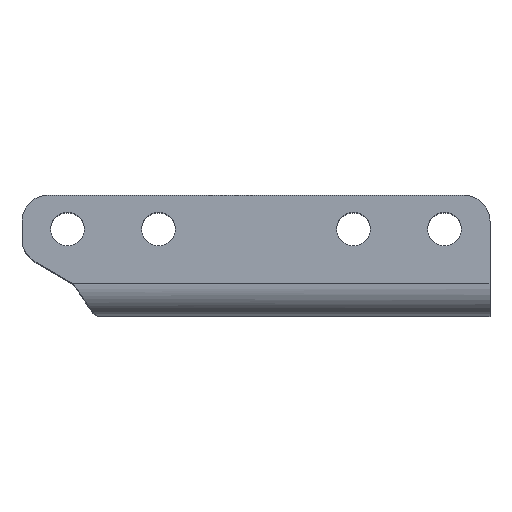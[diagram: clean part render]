
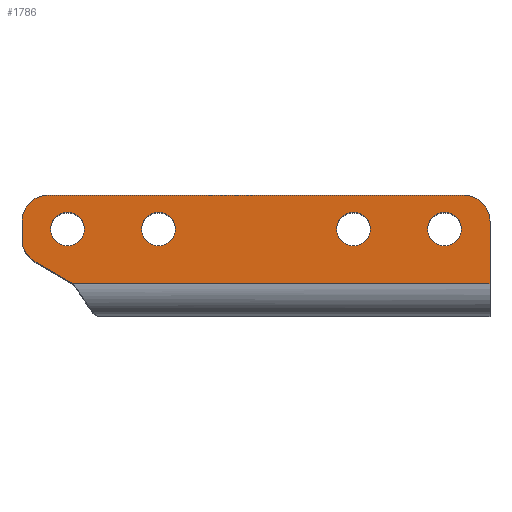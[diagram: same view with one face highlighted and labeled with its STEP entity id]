
A CAD part, top view. The second image highlights one B-rep face of the part: STEP entity #1786.
In plain terms, the highlighted planar face has unit normal (0, 0, 1).
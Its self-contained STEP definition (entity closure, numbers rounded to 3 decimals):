
#116=FACE_BOUND('',#320,.T.);
#117=FACE_BOUND('',#321,.T.);
#118=FACE_BOUND('',#322,.T.);
#119=FACE_BOUND('',#323,.T.);
#135=PLANE('',#2006);
#177=FACE_OUTER_BOUND('',#319,.T.);
#319=EDGE_LOOP('',(#1452,#1453,#1454,#1455,#1456,#1457,#1458,#1459));
#320=EDGE_LOOP('',(#1460));
#321=EDGE_LOOP('',(#1461));
#322=EDGE_LOOP('',(#1462));
#323=EDGE_LOOP('',(#1463));
#420=LINE('',#3067,#526);
#428=LINE('',#3160,#534);
#431=LINE('',#3170,#537);
#432=LINE('',#3174,#538);
#433=LINE('',#3177,#539);
#526=VECTOR('',#2427,32.092);
#534=VECTOR('',#2445,4.8);
#537=VECTOR('',#2456,32.);
#538=VECTOR('',#2459,1.389);
#539=VECTOR('',#2462,3.357);
#709=CIRCLE('',#2004,2.);
#711=CIRCLE('',#2007,2.);
#712=CIRCLE('',#2008,2.);
#713=CIRCLE('',#2009,1.3);
#714=CIRCLE('',#2010,1.3);
#715=CIRCLE('',#2011,1.3);
#716=CIRCLE('',#2012,1.3);
#878=VERTEX_POINT('',#3045);
#879=VERTEX_POINT('',#3065);
#885=VERTEX_POINT('',#3158);
#886=VERTEX_POINT('',#3163);
#888=VERTEX_POINT('',#3169);
#889=VERTEX_POINT('',#3171);
#890=VERTEX_POINT('',#3173);
#891=VERTEX_POINT('',#3175);
#892=VERTEX_POINT('',#3178);
#893=VERTEX_POINT('',#3180);
#894=VERTEX_POINT('',#3182);
#895=VERTEX_POINT('',#3184);
#1090=EDGE_CURVE('',#879,#878,#420,.T.);
#1101=EDGE_CURVE('',#885,#879,#428,.T.);
#1103=EDGE_CURVE('',#885,#886,#709,.T.);
#1106=EDGE_CURVE('',#886,#888,#431,.T.);
#1107=EDGE_CURVE('',#888,#889,#711,.T.);
#1108=EDGE_CURVE('',#889,#890,#432,.T.);
#1109=EDGE_CURVE('',#890,#891,#712,.T.);
#1110=EDGE_CURVE('',#891,#878,#433,.T.);
#1111=EDGE_CURVE('',#892,#892,#713,.T.);
#1112=EDGE_CURVE('',#893,#893,#714,.T.);
#1113=EDGE_CURVE('',#894,#894,#715,.T.);
#1114=EDGE_CURVE('',#895,#895,#716,.T.);
#1452=ORIENTED_EDGE('',*,*,#1103,.T.);
#1453=ORIENTED_EDGE('',*,*,#1106,.T.);
#1454=ORIENTED_EDGE('',*,*,#1107,.T.);
#1455=ORIENTED_EDGE('',*,*,#1108,.T.);
#1456=ORIENTED_EDGE('',*,*,#1109,.T.);
#1457=ORIENTED_EDGE('',*,*,#1110,.T.);
#1458=ORIENTED_EDGE('',*,*,#1090,.F.);
#1459=ORIENTED_EDGE('',*,*,#1101,.F.);
#1460=ORIENTED_EDGE('',*,*,#1111,.T.);
#1461=ORIENTED_EDGE('',*,*,#1112,.T.);
#1462=ORIENTED_EDGE('',*,*,#1113,.T.);
#1463=ORIENTED_EDGE('',*,*,#1114,.T.);
#1786=ADVANCED_FACE('',(#177,#116,#117,#118,#119),#135,.T.);
#2004=AXIS2_PLACEMENT_3D('',#3164,#2449,#2450);
#2006=AXIS2_PLACEMENT_3D('',#3168,#2454,#2455);
#2007=AXIS2_PLACEMENT_3D('',#3172,#2457,#2458);
#2008=AXIS2_PLACEMENT_3D('',#3176,#2460,#2461);
#2009=AXIS2_PLACEMENT_3D('',#3179,#2463,#2464);
#2010=AXIS2_PLACEMENT_3D('',#3181,#2465,#2466);
#2011=AXIS2_PLACEMENT_3D('',#3183,#2467,#2468);
#2012=AXIS2_PLACEMENT_3D('',#3185,#2469,#2470);
#2427=DIRECTION('',(-1.,0.,0.));
#2445=DIRECTION('',(0.,-1.,0.));
#2449=DIRECTION('center_axis',(0.,0.,1.));
#2450=DIRECTION('ref_axis',(1.,0.,0.));
#2454=DIRECTION('center_axis',(0.,0.,1.));
#2455=DIRECTION('ref_axis',(0.,-1.,0.));
#2456=DIRECTION('',(-1.,0.,0.));
#2457=DIRECTION('center_axis',(0.,0.,1.));
#2458=DIRECTION('ref_axis',(0.,1.,0.));
#2459=DIRECTION('',(0.,-1.,0.));
#2460=DIRECTION('center_axis',(0.,0.,1.));
#2461=DIRECTION('ref_axis',(-1.,0.,0.));
#2462=DIRECTION('',(0.866,-0.5,0.));
#2463=DIRECTION('center_axis',(0.,0.,-1.));
#2464=DIRECTION('ref_axis',(-1.,0.,0.));
#2465=DIRECTION('center_axis',(0.,0.,-1.));
#2466=DIRECTION('ref_axis',(-1.,0.,0.));
#2467=DIRECTION('center_axis',(0.,0.,-1.));
#2468=DIRECTION('ref_axis',(-1.,0.,0.));
#2469=DIRECTION('center_axis',(0.,0.,-1.));
#2470=DIRECTION('ref_axis',(-1.,0.,0.));
#3045=CARTESIAN_POINT('',(-17.592,2.5,19.));
#3065=CARTESIAN_POINT('',(14.5,2.5,19.));
#3067=CARTESIAN_POINT('',(14.5,2.5,19.));
#3158=CARTESIAN_POINT('',(14.5,7.3,19.));
#3160=CARTESIAN_POINT('',(14.5,7.3,19.));
#3163=CARTESIAN_POINT('',(12.5,9.3,19.));
#3164=CARTESIAN_POINT('Origin',(12.5,7.3,19.));
#3168=CARTESIAN_POINT('Origin',(14.5,9.3,19.));
#3169=CARTESIAN_POINT('',(-19.5,9.3,19.));
#3170=CARTESIAN_POINT('',(12.5,9.3,19.));
#3171=CARTESIAN_POINT('',(-21.5,7.3,19.));
#3172=CARTESIAN_POINT('Origin',(-19.5,7.3,19.));
#3173=CARTESIAN_POINT('',(-21.5,5.911,19.));
#3174=CARTESIAN_POINT('',(-21.5,7.3,19.));
#3175=CARTESIAN_POINT('',(-20.5,4.179,19.));
#3176=CARTESIAN_POINT('Origin',(-19.5,5.911,19.));
#3177=CARTESIAN_POINT('',(-20.5,4.179,19.));
#3178=CARTESIAN_POINT('',(5.3,6.7,19.));
#3179=CARTESIAN_POINT('Origin',(4.,6.7,19.));
#3180=CARTESIAN_POINT('',(-16.7,6.7,19.));
#3181=CARTESIAN_POINT('Origin',(-18.,6.7,19.));
#3182=CARTESIAN_POINT('',(12.3,6.7,19.));
#3183=CARTESIAN_POINT('Origin',(11.,6.7,19.));
#3184=CARTESIAN_POINT('',(-9.7,6.7,19.));
#3185=CARTESIAN_POINT('Origin',(-11.,6.7,19.));
